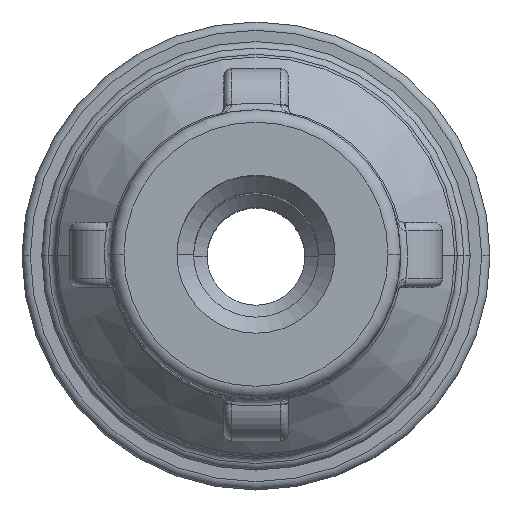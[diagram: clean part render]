
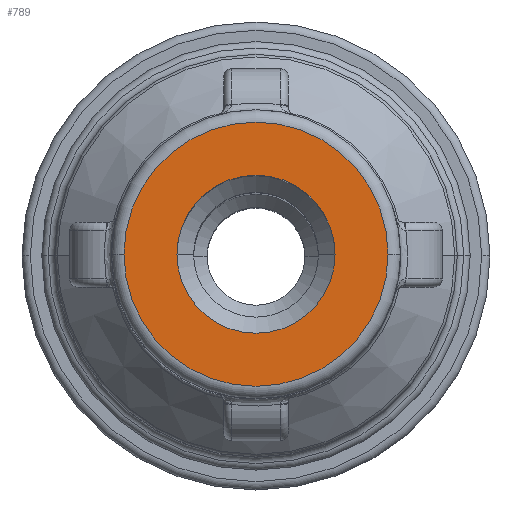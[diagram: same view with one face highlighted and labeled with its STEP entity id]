
A CAD part, top view. The second image highlights one B-rep face of the part: STEP entity #789.
In plain terms, the highlighted planar face has unit normal (0, 0, 1).
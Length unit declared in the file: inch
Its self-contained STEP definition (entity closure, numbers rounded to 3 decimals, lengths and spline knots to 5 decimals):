
#259 = DIRECTION ( 'NONE',  ( 0., 0., 1. ) ) ;
#595 = CIRCLE ( 'NONE', #7066, 0.3175 ) ;
#789 = ADVANCED_FACE ( 'NONE', ( #2017, #5550 ), #9109, .F. ) ;
#1159 = CARTESIAN_POINT ( 'NONE',  ( 0., 0.3475, 0. ) ) ;
#1225 = DIRECTION ( 'NONE',  ( -1., 0., 0. ) ) ;
#1517 = CIRCLE ( 'NONE', #7999, 0.19 ) ;
#1779 = DIRECTION ( 'NONE',  ( 0., 0., 1. ) ) ;
#1999 = VERTEX_POINT ( 'NONE', #7858 ) ;
#2017 = FACE_OUTER_BOUND ( 'NONE', #10846, .T. ) ;
#2454 = CARTESIAN_POINT ( 'NONE',  ( -0.3175, 0., 0. ) ) ;
#2644 = CARTESIAN_POINT ( 'NONE',  ( 0., 0., 0. ) ) ;
#2781 = EDGE_CURVE ( 'NONE', #8647, #7670, #9830, .T. ) ;
#3012 = ORIENTED_EDGE ( 'NONE', *, *, #9517, .F. ) ;
#3453 = AXIS2_PLACEMENT_3D ( 'NONE', #1159, #4674, #8241 ) ;
#3764 = DIRECTION ( 'NONE',  ( 1., 0., 0. ) ) ;
#4022 = AXIS2_PLACEMENT_3D ( 'NONE', #8195, #259, #3764 ) ;
#4674 = DIRECTION ( 'NONE',  ( 0., 0., -1. ) ) ;
#4822 = AXIS2_PLACEMENT_3D ( 'NONE', #2644, #6188, #9736 ) ;
#4966 = CARTESIAN_POINT ( 'NONE',  ( -0.19, 0., 0. ) ) ;
#5310 = DIRECTION ( 'NONE',  ( 1., 0., 0. ) ) ;
#5550 = FACE_BOUND ( 'NONE', #6496, .T. ) ;
#5623 = CARTESIAN_POINT ( 'NONE',  ( 0., 0., 0. ) ) ;
#5748 = EDGE_CURVE ( 'NONE', #7670, #8647, #595, .T. ) ;
#5910 = EDGE_CURVE ( 'NONE', #1999, #8278, #1517, .T. ) ;
#5993 = CARTESIAN_POINT ( 'NONE',  ( 0.3175, 0., 0. ) ) ;
#6188 = DIRECTION ( 'NONE',  ( 0., 0., 1. ) ) ;
#6496 = EDGE_LOOP ( 'NONE', ( #8010, #3012 ) ) ;
#7066 = AXIS2_PLACEMENT_3D ( 'NONE', #5623, #9178, #1225 ) ;
#7588 = ORIENTED_EDGE ( 'NONE', *, *, #5748, .T. ) ;
#7670 = VERTEX_POINT ( 'NONE', #5993 ) ;
#7796 = ORIENTED_EDGE ( 'NONE', *, *, #2781, .T. ) ;
#7858 = CARTESIAN_POINT ( 'NONE',  ( 0.19, 0., 0. ) ) ;
#7999 = AXIS2_PLACEMENT_3D ( 'NONE', #9725, #1779, #5310 ) ;
#8010 = ORIENTED_EDGE ( 'NONE', *, *, #5910, .F. ) ;
#8195 = CARTESIAN_POINT ( 'NONE',  ( 0., 0., 0. ) ) ;
#8241 = DIRECTION ( 'NONE',  ( -1., 0., 0. ) ) ;
#8278 = VERTEX_POINT ( 'NONE', #4966 ) ;
#8647 = VERTEX_POINT ( 'NONE', #2454 ) ;
#9056 = CIRCLE ( 'NONE', #4022, 0.19 ) ;
#9109 = PLANE ( 'NONE',  #3453 ) ;
#9178 = DIRECTION ( 'NONE',  ( 0., 0., 1. ) ) ;
#9517 = EDGE_CURVE ( 'NONE', #8278, #1999, #9056, .T. ) ;
#9725 = CARTESIAN_POINT ( 'NONE',  ( 0., 0., 0. ) ) ;
#9736 = DIRECTION ( 'NONE',  ( -1., 0., 0. ) ) ;
#9830 = CIRCLE ( 'NONE', #4822, 0.3175 ) ;
#10846 = EDGE_LOOP ( 'NONE', ( #7796, #7588 ) ) ;
